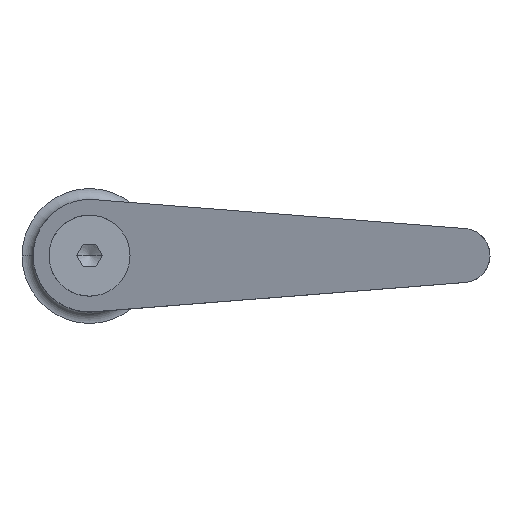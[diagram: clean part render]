
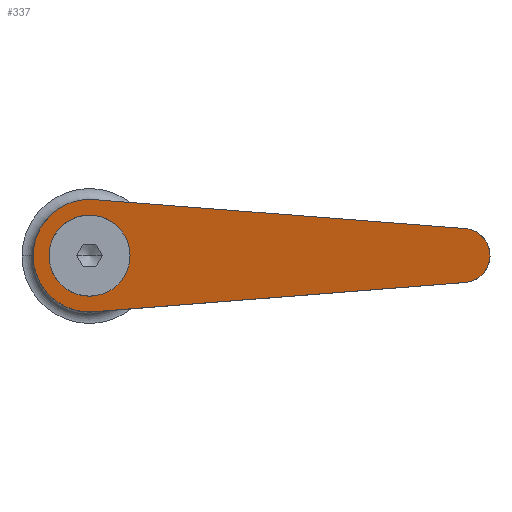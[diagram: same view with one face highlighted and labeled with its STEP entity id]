
A CAD part, top view. The second image highlights one B-rep face of the part: STEP entity #337.
In plain terms, the highlighted planar face has unit normal (-0.26, 0, 0.966).
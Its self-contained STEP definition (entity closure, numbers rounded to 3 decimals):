
#231=VERTEX_POINT('',#637);
#233=VERTEX_POINT('',#639);
#289=VERTEX_POINT('',#704);
#305=EDGE_CURVE('',#233,#289,#723,.T.);
#311=EDGE_CURVE('',#289,#231,#730,.T.);
#337=ADVANCED_FACE('',(#757,#758),#759,.F.);
#353=EDGE_CURVE('',#379,#363,#776,.T.);
#363=VERTEX_POINT('',#786);
#379=VERTEX_POINT('',#803);
#397=VERTEX_POINT('',#823);
#441=VERTEX_POINT('',#874);
#449=EDGE_CURVE('',#441,#379,#883,.T.);
#453=EDGE_CURVE('',#397,#475,#887,.T.);
#475=VERTEX_POINT('',#912);
#591=EDGE_CURVE('',#363,#397,#1040,.T.);
#593=EDGE_CURVE('',#475,#441,#1042,.T.);
#605=EDGE_CURVE('',#231,#233,#1057,.T.);
#637=CARTESIAN_POINT('',(0.,9.,42.765));
#639=CARTESIAN_POINT('',(-0.216,8.997,42.707));
#704=CARTESIAN_POINT('',(0.,-9.,42.765));
#723=ELLIPSE('',#1207,9.32,9.0);
#730=ELLIPSE('',#1216,9.32,9.0);
#757=FACE_OUTER_BOUND('',#1263,.T.);
#758=FACE_BOUND('',#1264,.T.);
#759=PLANE('',#1265);
#776=LINE('',#1293,#1294);
#786=CARTESIAN_POINT('',(83.47,-5.982,65.239));
#803=CARTESIAN_POINT('',(0.979,-12.462,43.029));
#823=CARTESIAN_POINT('',(83.47,5.982,65.239));
#874=CARTESIAN_POINT('',(-12.5,0.,39.4));
#883=ELLIPSE('',#1430,12.945,12.5);
#887=LINE('',#1435,#1436);
#912=CARTESIAN_POINT('',(0.979,12.462,43.029));
#1040=ELLIPSE('',#1689,6.214,6.);
#1042=ELLIPSE('',#1692,12.945,12.5);
#1057=ELLIPSE('',#1712,9.32,9.0);
#1207=AXIS2_PLACEMENT_3D('',#1838,#1839,#1840);
#1216=AXIS2_PLACEMENT_3D('',#1852,#1853,#1854);
#1263=EDGE_LOOP('',(#1874,#1875,#1876,#1877,#1878));
#1264=EDGE_LOOP('',(#1879,#1880,#1881));
#1265=AXIS2_PLACEMENT_3D('',#1882,#1883,#1884);
#1293=CARTESIAN_POINT('',(84.565,-5.896,65.533));
#1294=VECTOR('',#1902,1.0);
#1430=AXIS2_PLACEMENT_3D('',#2024,#2025,#2026);
#1435=CARTESIAN_POINT('',(46.091,8.918,55.175));
#1436=VECTOR('',#2027,1.0);
#1689=AXIS2_PLACEMENT_3D('',#2186,#2187,#2188);
#1692=AXIS2_PLACEMENT_3D('',#2189,#2190,#2191);
#1712=AXIS2_PLACEMENT_3D('',#2216,#2217,#2218);
#1838=CARTESIAN_POINT('',(0.,0.,42.765));
#1839=DIRECTION('',(-0.26,0.,0.966));
#1840=DIRECTION('',(-0.966,0.0,-0.26));
#1852=CARTESIAN_POINT('',(0.,0.,42.765));
#1853=DIRECTION('',(-0.26,0.,0.966));
#1854=DIRECTION('',(-0.966,0.0,-0.26));
#1874=ORIENTED_EDGE('',*,*,#593,.T.);
#1875=ORIENTED_EDGE('',*,*,#449,.T.);
#1876=ORIENTED_EDGE('',*,*,#353,.T.);
#1877=ORIENTED_EDGE('',*,*,#591,.T.);
#1878=ORIENTED_EDGE('',*,*,#453,.T.);
#1879=ORIENTED_EDGE('',*,*,#305,.F.);
#1880=ORIENTED_EDGE('',*,*,#605,.F.);
#1881=ORIENTED_EDGE('',*,*,#311,.F.);
#1882=CARTESIAN_POINT('',(40.277,0.,53.61));
#1883=DIRECTION('',(0.26,0.,-0.966));
#1884=DIRECTION('',(0.251,0.966,0.068));
#1902=DIRECTION('',(0.963,0.076,0.259));
#2024=CARTESIAN_POINT('',(0.,0.,42.765));
#2025=DIRECTION('',(-0.26,0.,0.966));
#2026=DIRECTION('',(-0.966,0.,-0.26));
#2027=DIRECTION('',(-0.963,0.076,-0.259));
#2186=CARTESIAN_POINT('',(83.0,0.,65.112));
#2187=DIRECTION('',(-0.26,0.,0.966));
#2188=DIRECTION('',(0.966,0.,0.26));
#2189=CARTESIAN_POINT('',(0.,0.,42.765));
#2190=DIRECTION('',(-0.26,0.,0.966));
#2191=DIRECTION('',(-0.966,0.,-0.26));
#2216=CARTESIAN_POINT('',(0.,0.,42.765));
#2217=DIRECTION('',(-0.26,0.,0.966));
#2218=DIRECTION('',(-0.966,0.0,-0.26));
